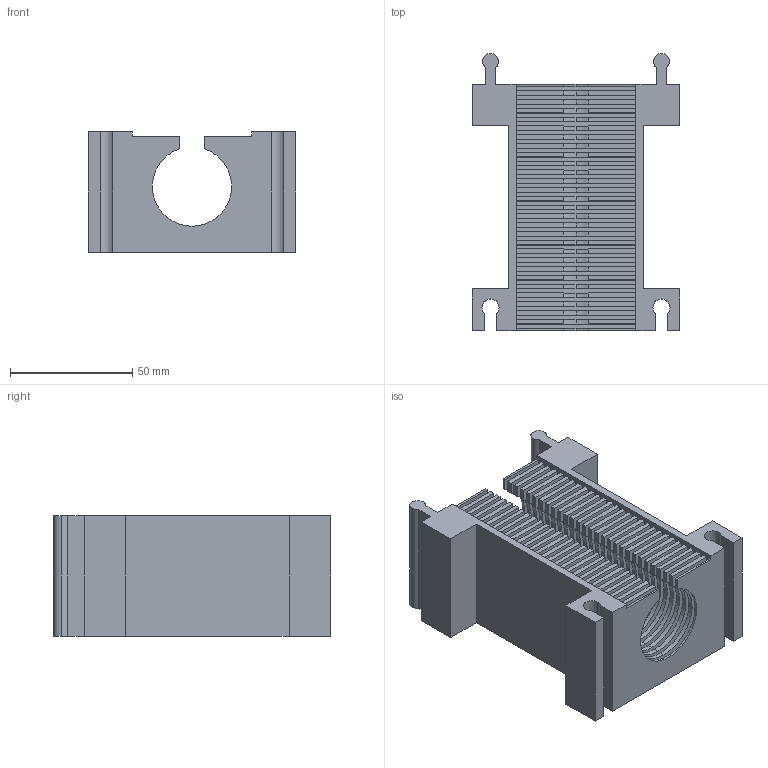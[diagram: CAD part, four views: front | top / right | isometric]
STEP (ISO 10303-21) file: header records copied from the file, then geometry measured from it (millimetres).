
FILE_DESCRIPTION (( 'STEP AP214' ), '1' );
FILE_NAME ('Drift_region_28_electrodes.STEP', '2023-06-01T14:34:21', ( '' ), ( '' ), 'SwSTEP 2.0', 'SolidWorks 2020', '' );
FILE_SCHEMA (( 'AUTOMOTIVE_DESIGN' ));
Length unit declared in the file: millimetre
Products named in the file (1): Drift_region_28_electrodes
Bounding box: 85 x 113.45 x 49.5 mm (x, y, z)
Volume: 162455.5 mm3; surface area: 121676 mm2
Topology: 1 solids, 1 shells, 392 faces, 1134 edges, 756 vertices
Faces by surface type: plane 291, cylinder 70, bspline 31
Entity records: 14534 total; most frequent: CARTESIAN_POINT 4242, ORIENTED_EDGE 2268, DIRECTION 1936, EDGE_CURVE 1134, LINE 932, VECTOR 932, VERTEX_POINT 756, AXIS2_PLACEMENT_3D 502
